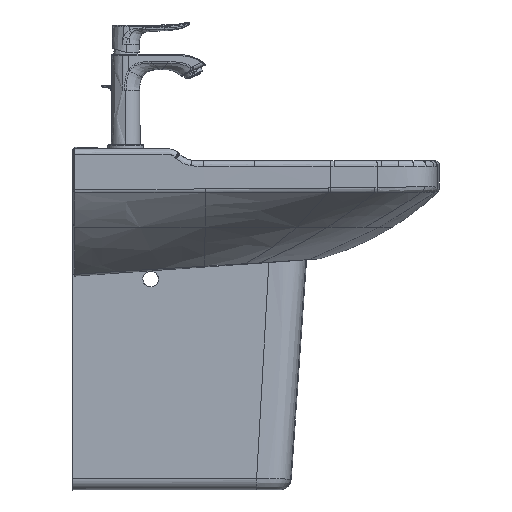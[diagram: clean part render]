
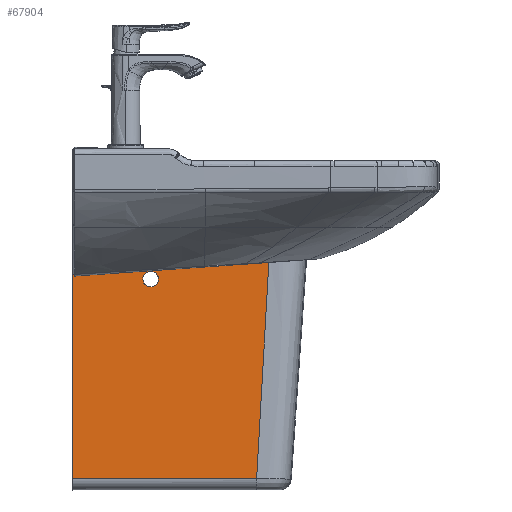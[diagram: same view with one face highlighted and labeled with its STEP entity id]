
A CAD part, front view. The second image highlights one B-rep face of the part: STEP entity #67904.
In plain terms, the highlighted planar face has unit normal (0.037, -0.999, -0.013).
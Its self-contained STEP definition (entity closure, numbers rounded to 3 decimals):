
#62471=CARTESIAN_POINT('',(235.68,-72.625,-285.196));
#62472=VERTEX_POINT('',#62471);
#62539=CARTESIAN_POINT('',(0.,-81.267,-285.196));
#62540=VERTEX_POINT('',#62539);
#62541=CARTESIAN_POINT('',(0.,-81.267,-285.196));
#62542=DIRECTION('',(0.999,0.037,0.));
#62543=VECTOR('',#62542,235.839);
#62544=LINE('',#62541,#62543);
#62545=EDGE_CURVE('',#62540,#62472,#62544,.T.);
#62639=CARTESIAN_POINT('',(251.831,-75.766,0.));
#62640=VERTEX_POINT('',#62639);
#62641=CARTESIAN_POINT('',(251.831,-75.766,0.));
#62642=DIRECTION('',(-0.057,0.011,-0.998));
#62643=VECTOR('',#62642,285.67);
#62644=LINE('',#62641,#62643);
#62645=EDGE_CURVE('',#62640,#62472,#62644,.T.);
#66436=CARTESIAN_POINT('',(0.,-85.,0.));
#66437=VERTEX_POINT('',#66436);
#66438=CARTESIAN_POINT('',(0.0,-81.267,-285.196));
#66439=DIRECTION('',(0.0,-0.013,1.));
#66440=VECTOR('',#66439,285.221);
#66441=LINE('',#66438,#66440);
#66442=EDGE_CURVE('',#62540,#66437,#66441,.T.);
#66468=CARTESIAN_POINT('',(251.831,-75.766,0.0));
#66469=DIRECTION('',(-0.999,-0.037,0.0));
#66470=VECTOR('',#66469,252.);
#66471=LINE('',#66468,#66470);
#66472=EDGE_CURVE('',#62640,#66437,#66471,.T.);
#67882=CARTESIAN_POINT('',(117.142,-78.741,-150.));
#67883=DIRECTION('',(0.037,-0.999,-0.013));
#67884=DIRECTION('',(0.0,0.013,-1.));
#67885=AXIS2_PLACEMENT_3D('',#67882,#67883,#67884);
#67886=PLANE('',#67885);
#67887=ORIENTED_EDGE('',*,*,#66442,.F.);
#67888=ORIENTED_EDGE('',*,*,#62545,.T.);
#67889=ORIENTED_EDGE('',*,*,#62645,.F.);
#67890=ORIENTED_EDGE('',*,*,#66472,.T.);
#67891=EDGE_LOOP('',(#67887,#67888,#67889,#67890));
#67892=FACE_OUTER_BOUND('',#67891,.T.);
#67893=CARTESIAN_POINT('',(90.0,-81.307,-30.0));
#67894=VERTEX_POINT('',#67893);
#67895=CARTESIAN_POINT('',(100.0,-80.94,-30.0));
#67896=DIRECTION('',(-0.037,0.999,0.013));
#67897=DIRECTION('',(-0.941,-0.039,0.336));
#67898=AXIS2_PLACEMENT_3D('',#67895,#67896,#67897);
#67899=ELLIPSE('',#67898,10.008,10.0);
#67900=EDGE_CURVE('',#67894,#67894,#67899,.T.);
#67901=ORIENTED_EDGE('',*,*,#67900,.T.);
#67902=EDGE_LOOP('',(#67901));
#67903=FACE_BOUND('',#67902,.T.);
#67904=ADVANCED_FACE('',(#67892,#67903),#67886,.T.);
